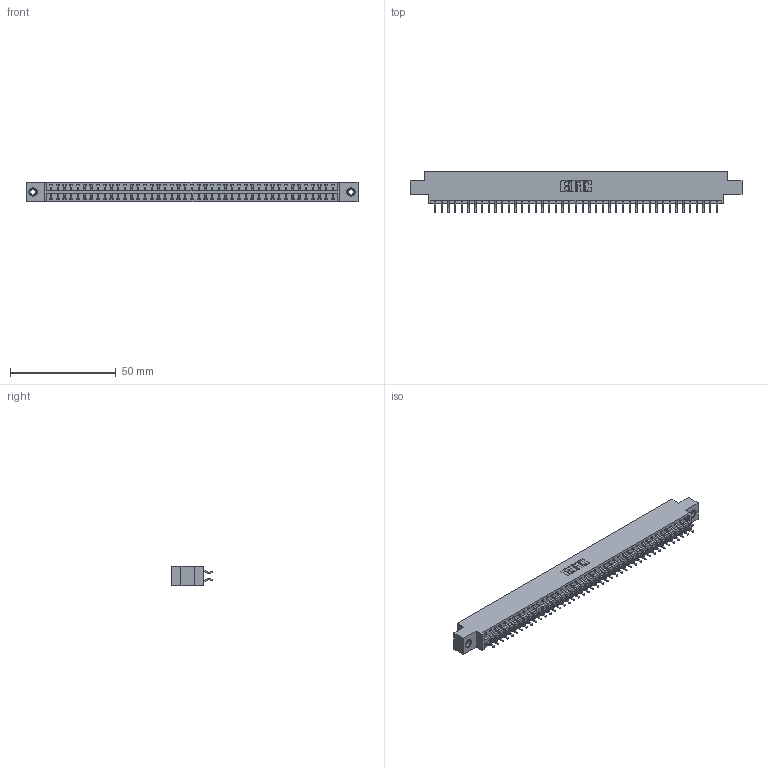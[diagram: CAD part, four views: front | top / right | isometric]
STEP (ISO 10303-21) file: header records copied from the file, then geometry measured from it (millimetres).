
FILE_DESCRIPTION (( 'STEP AP203' ), '1' );
FILE_NAME ('396-086-556-808.STEP', '2018-09-10T04:15:03', ( '' ), ( '' ), 'SwSTEP 2.0', 'SolidWorks 2016', '' );
FILE_SCHEMA (( 'CONFIG_CONTROL_DESIGN' ));
Length unit declared in the file: inch
Products named in the file (4): 346 Part_0.170 Offset - 0.156 Dia-TI; 345-292-001_556 Tail; 345-250-001_345-250-003-102; 396-086-556-808
Assembly tree (89 placements, depth 2):
  396-086-556-808
    346 Part_0.170 Offset - 0.156 Dia-TI
    345-292-001_556 Tail  x86
    345-250-001_345-250-003-102  x2
Bounding box: 157.1 x 19.57 x 9.4 mm (x, y, z)
Volume: 15162.3 mm3; surface area: 20977.1 mm2
Topology: 89 solids, 89 shells, 5174 faces, 15355 edges, 10114 vertices
Faces by surface type: plane 3466, cylinder 1692, cone 12, torus 4
Entity records: 29466 total; most frequent: CARTESIAN_POINT 4855, ORIENTED_EDGE 4770, DIRECTION 4343, EDGE_CURVE 2385, LINE 2053, VECTOR 2053, VERTEX_POINT 1584, AXIS2_PLACEMENT_3D 1145
